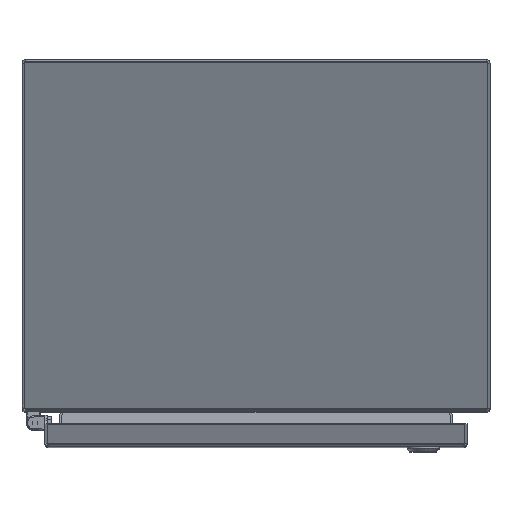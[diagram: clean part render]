
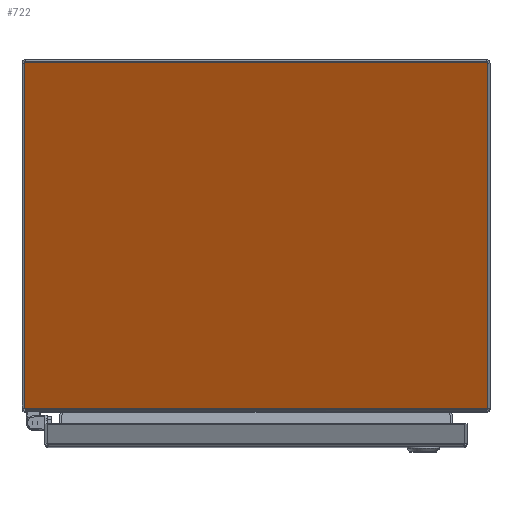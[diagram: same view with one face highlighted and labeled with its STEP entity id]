
A CAD part, top view. The second image highlights one B-rep face of the part: STEP entity #722.
In plain terms, the highlighted planar face has unit normal (0, -0.423, 0.906).
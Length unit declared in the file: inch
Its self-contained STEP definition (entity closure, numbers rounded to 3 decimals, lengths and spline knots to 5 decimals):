
#477 = ORIENTED_EDGE ( 'NONE', *, *, #23218, .T. ) ;
#640 = VECTOR ( 'NONE', #21198, 39.37008 ) ;
#722 = ADVANCED_FACE ( 'NONE', ( #12530 ), #35305, .T. ) ;
#853 = CARTESIAN_POINT ( 'NONE',  ( 7.89008, -11.93764, 7.23726 ) ) ;
#940 = LINE ( 'NONE', #9315, #16345 ) ;
#1026 = CARTESIAN_POINT ( 'NONE',  ( -7.928, -0.101, 12.75677 ) ) ;
#3074 = VECTOR ( 'NONE', #3975, 39.37008 ) ;
#3254 = VERTEX_POINT ( 'NONE', #25350 ) ;
#3527 = CARTESIAN_POINT ( 'NONE',  ( 7.928, -0.101, 12.75677 ) ) ;
#3788 = LINE ( 'NONE', #12324, #17476 ) ;
#3975 = DIRECTION ( 'NONE',  ( 0., -0.906, -0.423 ) ) ;
#6915 = LINE ( 'NONE', #15811, #32888 ) ;
#7692 = EDGE_CURVE ( 'NONE', #3254, #32766, #3788, .T. ) ;
#8700 = ORIENTED_EDGE ( 'NONE', *, *, #24638, .T. ) ;
#9315 = CARTESIAN_POINT ( 'NONE',  ( 7.89008, -11.93764, 7.23726 ) ) ;
#12324 = CARTESIAN_POINT ( 'NONE',  ( 7.928, -0.101, 12.75677 ) ) ;
#12530 = FACE_OUTER_BOUND ( 'NONE', #28011, .T. ) ;
#13045 = EDGE_CURVE ( 'NONE', #20556, #3254, #940, .T. ) ;
#15053 = ORIENTED_EDGE ( 'NONE', *, *, #21459, .T. ) ;
#15506 = DIRECTION ( 'NONE',  ( 0., -0.423, 0.906 ) ) ;
#15811 = CARTESIAN_POINT ( 'NONE',  ( -7.928, -11.78568, 7.30812 ) ) ;
#16041 = DIRECTION ( 'NONE',  ( 1., 0., 0. ) ) ;
#16345 = VECTOR ( 'NONE', #32229, 39.37008 ) ;
#17476 = VECTOR ( 'NONE', #23722, 39.37008 ) ;
#20376 = LINE ( 'NONE', #29508, #3074 ) ;
#20556 = VERTEX_POINT ( 'NONE', #853 ) ;
#21198 = DIRECTION ( 'NONE',  ( -1., 0., 0. ) ) ;
#21459 = EDGE_CURVE ( 'NONE', #32766, #26988, #35548, .T. ) ;
#21682 = CARTESIAN_POINT ( 'NONE',  ( -7.928, -11.93764, 7.23726 ) ) ;
#21862 = LINE ( 'NONE', #21682, #26926 ) ;
#21873 = DIRECTION ( 'NONE',  ( 0., -0.906, -0.423 ) ) ;
#22175 = ORIENTED_EDGE ( 'NONE', *, *, #13045, .T. ) ;
#22956 = ORIENTED_EDGE ( 'NONE', *, *, #7692, .T. ) ;
#23218 = EDGE_CURVE ( 'NONE', #31799, #20556, #21862, .T. ) ;
#23722 = DIRECTION ( 'NONE',  ( 0., 0.906, 0.423 ) ) ;
#24584 = CARTESIAN_POINT ( 'NONE',  ( -7.89008, -11.93764, 7.23726 ) ) ;
#24638 = EDGE_CURVE ( 'NONE', #26988, #31093, #20376, .T. ) ;
#24677 = CARTESIAN_POINT ( 'NONE',  ( -7.928, -0.101, 12.75677 ) ) ;
#25143 = EDGE_CURVE ( 'NONE', #31093, #31799, #6915, .T. ) ;
#25350 = CARTESIAN_POINT ( 'NONE',  ( 7.928, -11.78568, 7.30812 ) ) ;
#25352 = AXIS2_PLACEMENT_3D ( 'NONE', #24677, #15506, #21873 ) ;
#26926 = VECTOR ( 'NONE', #16041, 39.37008 ) ;
#26988 = VERTEX_POINT ( 'NONE', #1026 ) ;
#28011 = EDGE_LOOP ( 'NONE', ( #8700, #31918, #477, #22175, #22956, #15053 ) ) ;
#29508 = CARTESIAN_POINT ( 'NONE',  ( -7.928, -0.101, 12.75677 ) ) ;
#30795 = CARTESIAN_POINT ( 'NONE',  ( -7.928, -11.78568, 7.30812 ) ) ;
#31093 = VERTEX_POINT ( 'NONE', #30795 ) ;
#31799 = VERTEX_POINT ( 'NONE', #24584 ) ;
#31918 = ORIENTED_EDGE ( 'NONE', *, *, #25143, .T. ) ;
#32229 = DIRECTION ( 'NONE',  ( 0.221, 0.884, 0.412 ) ) ;
#32749 = CARTESIAN_POINT ( 'NONE',  ( -7.928, -0.101, 12.75677 ) ) ;
#32766 = VERTEX_POINT ( 'NONE', #3527 ) ;
#32888 = VECTOR ( 'NONE', #33166, 39.37008 ) ;
#33166 = DIRECTION ( 'NONE',  ( 0.221, -0.884, -0.412 ) ) ;
#35305 = PLANE ( 'NONE',  #25352 ) ;
#35548 = LINE ( 'NONE', #32749, #640 ) ;
